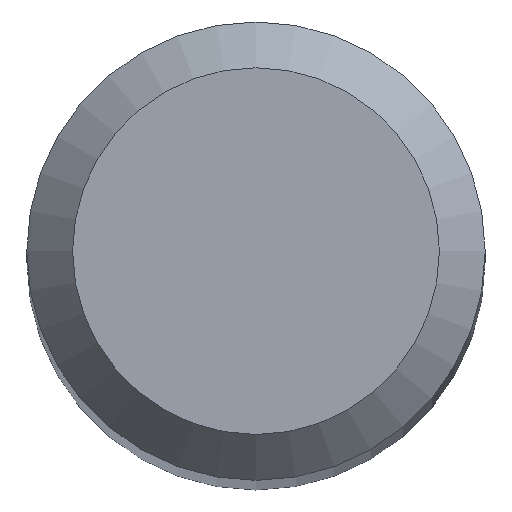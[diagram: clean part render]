
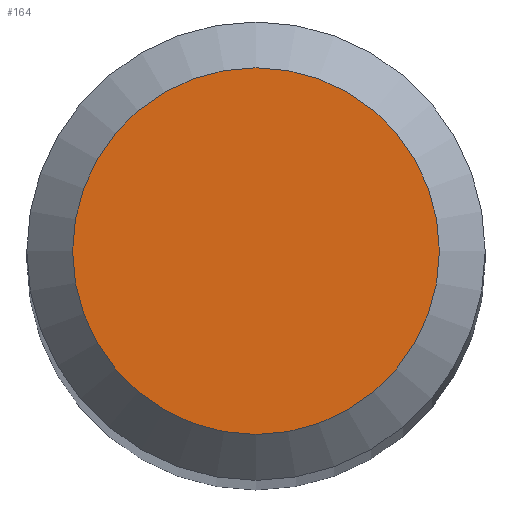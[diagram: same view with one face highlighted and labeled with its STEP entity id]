
A CAD part, top view. The second image highlights one B-rep face of the part: STEP entity #164.
In plain terms, the highlighted planar face has unit normal (0, 0, 1).
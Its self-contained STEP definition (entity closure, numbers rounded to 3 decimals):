
#60 = DIRECTION ( 'NONE',  ( 0., 1., 0. ) ) ;
#75 = AXIS2_PLACEMENT_3D ( 'NONE', #109, #79, #60 ) ;
#79 = DIRECTION ( 'NONE',  ( 0., 0., -1. ) ) ;
#91 = CARTESIAN_POINT ( 'NONE',  ( 0., 1.6, 60. ) ) ;
#107 = DIRECTION ( 'NONE',  ( 0., 1., 0. ) ) ;
#109 = CARTESIAN_POINT ( 'NONE',  ( 0., 0., 60. ) ) ;
#134 = DIRECTION ( 'NONE',  ( 0., 0., -1. ) ) ;
#138 = FACE_OUTER_BOUND ( 'NONE', #140, .T. ) ;
#139 = ORIENTED_EDGE ( 'NONE', *, *, #184, .F. ) ;
#140 = EDGE_LOOP ( 'NONE', ( #139 ) ) ;
#141 = AXIS2_PLACEMENT_3D ( 'NONE', #218, #134, #107 ) ;
#162 = VERTEX_POINT ( 'NONE', #91 ) ;
#164 = ADVANCED_FACE ( 'NONE', ( #138 ), #178, .F. ) ;
#178 = PLANE ( 'NONE',  #141 ) ;
#184 = EDGE_CURVE ( 'NONE', #162, #162, #187, .T. ) ;
#187 = CIRCLE ( 'NONE', #75, 1.6 ) ;
#218 = CARTESIAN_POINT ( 'NONE',  ( 0., 0., 60. ) ) ;
